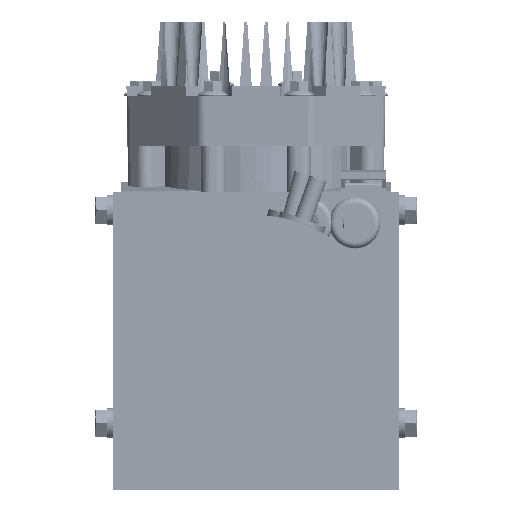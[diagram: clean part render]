
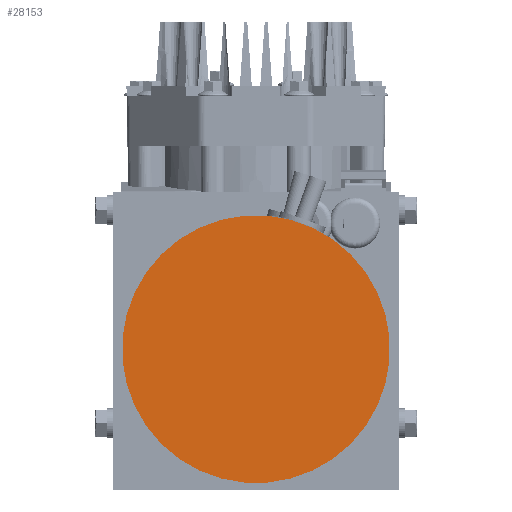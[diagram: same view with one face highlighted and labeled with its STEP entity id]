
A CAD part, front view. The second image highlights one B-rep face of the part: STEP entity #28153.
In plain terms, the highlighted face is planar.
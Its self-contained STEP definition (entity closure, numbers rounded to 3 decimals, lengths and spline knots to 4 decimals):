
#2347=PLANE('',#30722);
#3379=FACE_OUTER_BOUND('',#5159,.T.);
#5159=EDGE_LOOP('',(#21793));
#10872=CIRCLE('',#30720,2.79);
#12505=VERTEX_POINT('',#47570);
#15857=EDGE_CURVE('',#12505,#12505,#10872,.T.);
#21793=ORIENTED_EDGE('',*,*,#15857,.F.);
#28153=ADVANCED_FACE('',(#3379),#2347,.F.);
#30720=AXIS2_PLACEMENT_3D('',#47572,#35660,#35661);
#30722=AXIS2_PLACEMENT_3D('',#47574,#35664,#35665);
#35660=DIRECTION('center_axis',(1.,0.,0.));
#35661=DIRECTION('ref_axis',(0.,1.,0.));
#35664=DIRECTION('center_axis',(1.,0.,0.));
#35665=DIRECTION('ref_axis',(0.,1.,0.));
#47570=CARTESIAN_POINT('',(0.,-2.79,0.));
#47572=CARTESIAN_POINT('Origin',(0.,0.,0.));
#47574=CARTESIAN_POINT('Origin',(0.,0.,0.));
